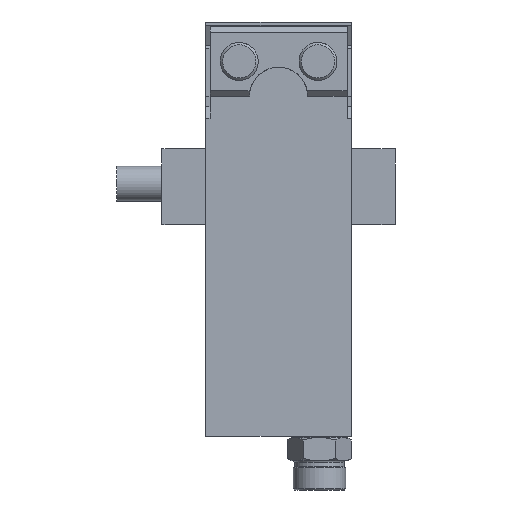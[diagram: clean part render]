
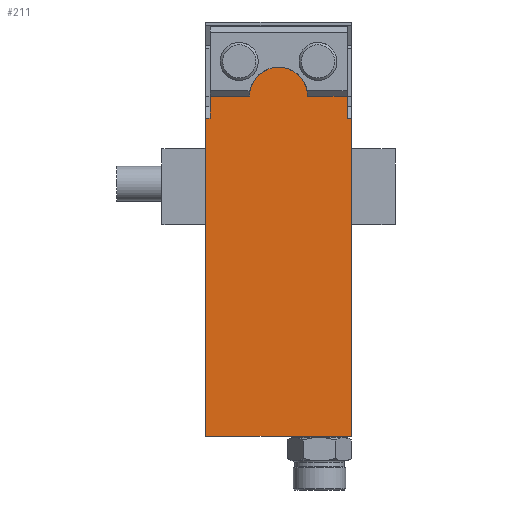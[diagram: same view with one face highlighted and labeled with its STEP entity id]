
A CAD part, front view. The second image highlights one B-rep face of the part: STEP entity #211.
In plain terms, the highlighted planar face has unit normal (0, -1, 0).
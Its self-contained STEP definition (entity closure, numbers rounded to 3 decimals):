
#148=CIRCLE('',#2808,10.);
#211=ADVANCED_FACE('',(#483),#363,.F.);
#363=PLANE('',#2826);
#483=FACE_OUTER_BOUND('',#621,.T.);
#621=EDGE_LOOP('',(#950,#951,#952,#953,#954,#955,#956,#957,#958,#959));
#950=ORIENTED_EDGE('',*,*,#1818,.T.);
#951=ORIENTED_EDGE('',*,*,#1931,.F.);
#952=ORIENTED_EDGE('',*,*,#1825,.F.);
#953=ORIENTED_EDGE('',*,*,#1832,.T.);
#954=ORIENTED_EDGE('',*,*,#1821,.F.);
#955=ORIENTED_EDGE('',*,*,#1932,.F.);
#956=ORIENTED_EDGE('',*,*,#1814,.T.);
#957=ORIENTED_EDGE('',*,*,#1866,.T.);
#958=ORIENTED_EDGE('',*,*,#1933,.F.);
#959=ORIENTED_EDGE('',*,*,#1887,.F.);
#1553=VERTEX_POINT('',#3754);
#1554=VERTEX_POINT('',#3755);
#1555=VERTEX_POINT('',#3760);
#1556=VERTEX_POINT('',#3762);
#1557=VERTEX_POINT('',#3766);
#1559=VERTEX_POINT('',#3769);
#1561=VERTEX_POINT('',#3775);
#1563=VERTEX_POINT('',#3778);
#1601=VERTEX_POINT('',#3859);
#1619=VERTEX_POINT('',#3901);
#1814=EDGE_CURVE('',#1553,#1554,#2194,.T.);
#1818=EDGE_CURVE('',#1556,#1555,#2198,.T.);
#1821=EDGE_CURVE('',#1557,#1559,#2201,.T.);
#1825=EDGE_CURVE('',#1561,#1563,#2205,.T.);
#1832=EDGE_CURVE('',#1561,#1559,#148,.T.);
#1866=EDGE_CURVE('',#1554,#1601,#2240,.T.);
#1887=EDGE_CURVE('',#1556,#1619,#2261,.T.);
#1931=EDGE_CURVE('',#1563,#1555,#2302,.T.);
#1932=EDGE_CURVE('',#1553,#1557,#2303,.T.);
#1933=EDGE_CURVE('',#1619,#1601,#2304,.T.);
#2194=LINE('',#3753,#2507);
#2198=LINE('',#3761,#2511);
#2201=LINE('',#3768,#2514);
#2205=LINE('',#3777,#2518);
#2240=LINE('',#3860,#2553);
#2261=LINE('',#3900,#2574);
#2302=LINE('',#3985,#2615);
#2303=LINE('',#3986,#2616);
#2304=LINE('',#3987,#2617);
#2507=VECTOR('',#3035,1.);
#2511=VECTOR('',#3041,1.);
#2514=VECTOR('',#3046,1.);
#2518=VECTOR('',#3052,1.);
#2553=VECTOR('',#3105,1.);
#2574=VECTOR('',#3130,1.);
#2615=VECTOR('',#3189,1.);
#2616=VECTOR('',#3190,1.);
#2617=VECTOR('',#3191,1.);
#2808=AXIS2_PLACEMENT_3D('',#3792,#3063,#3064);
#2826=AXIS2_PLACEMENT_3D('',#3988,#3192,#3193);
#3035=DIRECTION('',(-1.,0.,0.));
#3041=DIRECTION('',(-1.,0.,0.));
#3046=DIRECTION('',(1.,0.,0.));
#3052=DIRECTION('',(1.,0.,0.));
#3063=DIRECTION('',(0.,-1.,0.));
#3064=DIRECTION('',(0.,0.,1.));
#3105=DIRECTION('',(0.,0.,-1.));
#3130=DIRECTION('',(0.,0.,-1.));
#3189=DIRECTION('',(0.,0.,-1.));
#3190=DIRECTION('',(0.,0.,1.));
#3191=DIRECTION('',(-1.,0.,0.));
#3192=DIRECTION('',(0.,1.,0.));
#3193=DIRECTION('',(0.,0.,1.));
#3753=CARTESIAN_POINT('',(-25.,-55.,-8.));
#3754=CARTESIAN_POINT('',(-23.5,-55.,-8.));
#3755=CARTESIAN_POINT('',(-25.,-55.,-8.));
#3760=CARTESIAN_POINT('',(23.5,-55.,-8.));
#3761=CARTESIAN_POINT('',(-25.,-55.,-8.));
#3762=CARTESIAN_POINT('',(25.,-55.,-8.));
#3766=CARTESIAN_POINT('',(-23.5,-55.,-0.5));
#3768=CARTESIAN_POINT('',(23.5,-55.,-0.5));
#3769=CARTESIAN_POINT('',(-10.,-55.,-0.5));
#3775=CARTESIAN_POINT('',(10.,-55.,-0.5));
#3777=CARTESIAN_POINT('',(23.5,-55.,-0.5));
#3778=CARTESIAN_POINT('',(23.5,-55.,-0.5));
#3792=CARTESIAN_POINT('',(0.,-55.,-0.5));
#3859=CARTESIAN_POINT('',(-25.,-55.,-117.));
#3860=CARTESIAN_POINT('',(-25.,-55.,25.));
#3900=CARTESIAN_POINT('',(25.,-55.,25.));
#3901=CARTESIAN_POINT('',(25.,-55.,-117.));
#3985=CARTESIAN_POINT('',(23.5,-55.,16.));
#3986=CARTESIAN_POINT('',(-23.5,-55.,-18.4));
#3987=CARTESIAN_POINT('',(25.,-55.,-117.));
#3988=CARTESIAN_POINT('',(25.,-55.,25.));
